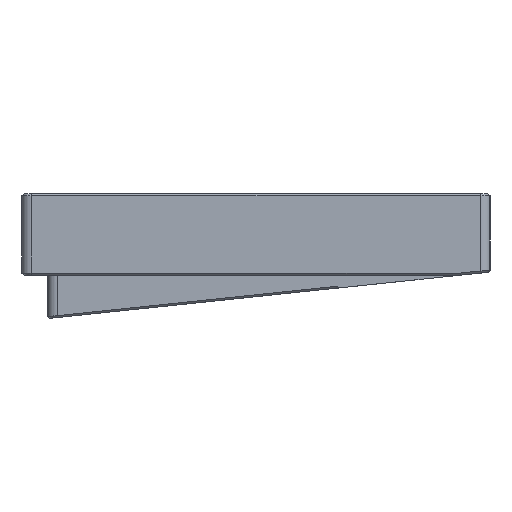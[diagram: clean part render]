
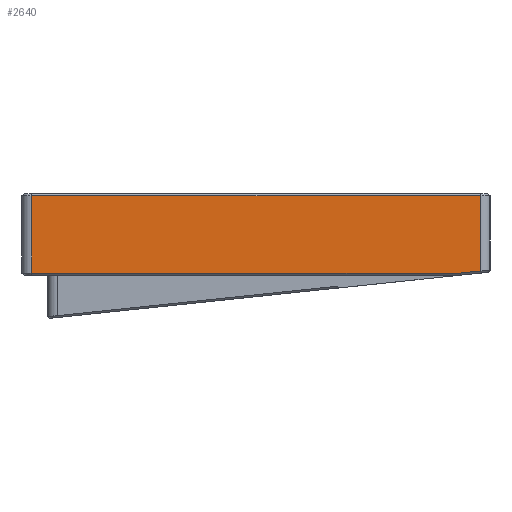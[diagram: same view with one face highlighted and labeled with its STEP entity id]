
A CAD part, left-side view. The second image highlights one B-rep face of the part: STEP entity #2640.
In plain terms, the highlighted planar face has unit normal (-1, 0, 0).
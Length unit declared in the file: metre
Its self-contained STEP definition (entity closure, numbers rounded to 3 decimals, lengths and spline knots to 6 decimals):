
#441=ORIENTED_EDGE('',*,*,#1214,.T.);
#442=ORIENTED_EDGE('',*,*,#1215,.T.);
#443=ORIENTED_EDGE('',*,*,#1216,.T.);
#444=ORIENTED_EDGE('',*,*,#1217,.T.);
#445=ORIENTED_EDGE('',*,*,#1218,.T.);
#1214=EDGE_CURVE('',#1596,#1597,#1812,.T.);
#1215=EDGE_CURVE('',#1597,#1598,#1813,.T.);
#1216=EDGE_CURVE('',#1598,#1599,#1814,.T.);
#1217=EDGE_CURVE('',#1599,#1600,#1815,.T.);
#1218=EDGE_CURVE('',#1600,#1596,#1816,.F.);
#1596=VERTEX_POINT('',#4258);
#1597=VERTEX_POINT('',#4259);
#1598=VERTEX_POINT('',#4261);
#1599=VERTEX_POINT('',#4263);
#1600=VERTEX_POINT('',#4265);
#1812=LINE('',#4257,#2055);
#1813=LINE('',#4260,#2056);
#1814=LINE('',#4262,#2057);
#1815=LINE('',#4264,#2058);
#1816=LINE('',#4266,#2059);
#2055=VECTOR('',#3334,1.);
#2056=VECTOR('',#3335,1.);
#2057=VECTOR('',#3336,1.);
#2058=VECTOR('',#3337,1.);
#2059=VECTOR('',#3338,1.);
#2215=EDGE_LOOP('',(#441,#442,#443,#444,#445));
#2392=FACE_BOUND('',#2215,.T.);
#2565=PLANE('',#2864);
#2640=ADVANCED_FACE('',(#2392),#2565,.T.);
#2864=AXIS2_PLACEMENT_3D('',#4256,#3332,#3333);
#3332=DIRECTION('',(-1.,0.,0.));
#3333=DIRECTION('',(0.,0.,1.));
#3334=DIRECTION('',(0.,-1.,0.));
#3335=DIRECTION('',(0.,-0.995,0.105));
#3336=DIRECTION('',(0.,0.,1.));
#3337=DIRECTION('',(0.,1.,0.));
#3338=DIRECTION('',(0.,0.,1.));
#4256=CARTESIAN_POINT('',(-0.14785,0.,-0.000002));
#4257=CARTESIAN_POINT('',(-0.14785,0.,0.011347));
#4258=CARTESIAN_POINT('',(-0.14785,0.05285,0.011347));
#4259=CARTESIAN_POINT('',(-0.14785,-0.048074,0.011347));
#4260=CARTESIAN_POINT('',(-0.14785,0.000655,0.006225));
#4261=CARTESIAN_POINT('',(-0.14785,-0.05285,0.011849));
#4262=CARTESIAN_POINT('',(-0.14785,-0.05285,0.030047));
#4263=CARTESIAN_POINT('',(-0.14785,-0.05285,0.029547));
#4264=CARTESIAN_POINT('',(-0.14785,0.05285,0.029547));
#4265=CARTESIAN_POINT('',(-0.14785,0.05285,0.029547));
#4266=CARTESIAN_POINT('',(-0.14785,0.05285,-0.000002));
